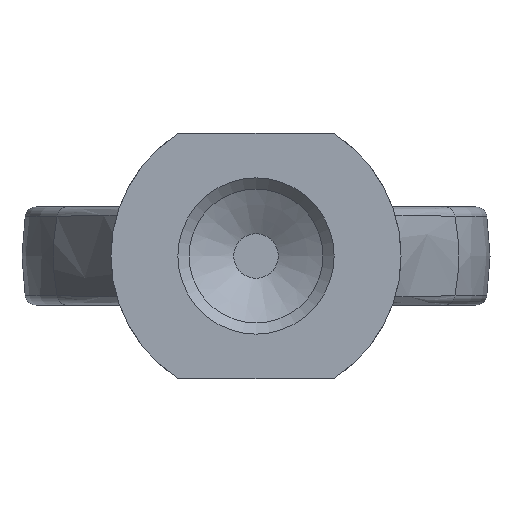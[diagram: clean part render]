
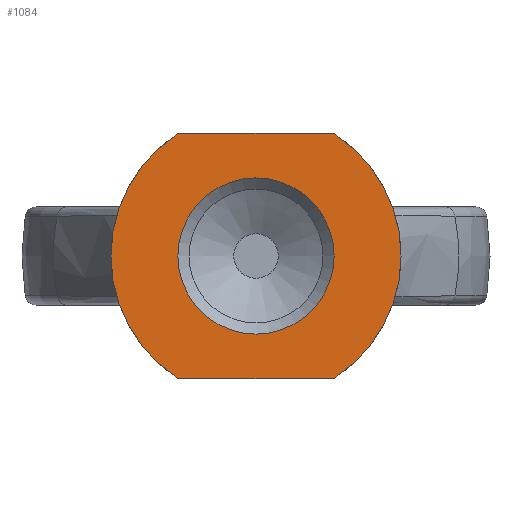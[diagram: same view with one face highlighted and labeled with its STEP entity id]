
A CAD part, front view. The second image highlights one B-rep face of the part: STEP entity #1084.
In plain terms, the highlighted planar face has unit normal (0, -1, 0).
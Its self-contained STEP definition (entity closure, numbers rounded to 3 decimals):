
#44 = CARTESIAN_POINT ( 'NONE',  ( 0., -30., -3.5 ) ) ;
#70 = DIRECTION ( 'NONE',  ( 0., 0., -1. ) ) ;
#108 = CARTESIAN_POINT ( 'NONE',  ( -10.5, -30., 5.5 ) ) ;
#147 = DIRECTION ( 'NONE',  ( 0., -1., 0. ) ) ;
#161 = CARTESIAN_POINT ( 'NONE',  ( 3.406, -30., -5.5 ) ) ;
#243 = CARTESIAN_POINT ( 'NONE',  ( -3.406, -30., 5.3 ) ) ;
#266 = DIRECTION ( 'NONE',  ( 0., 0., -1. ) ) ;
#318 = CARTESIAN_POINT ( 'NONE',  ( 3.406, -30., 5.5 ) ) ;
#328 = AXIS2_PLACEMENT_3D ( 'NONE', #2258, #2431, #1590 ) ;
#377 = CARTESIAN_POINT ( 'NONE',  ( 3.406, -30., 5.3 ) ) ;
#442 = ORIENTED_EDGE ( 'NONE', *, *, #1952, .T. ) ;
#469 = CIRCLE ( 'NONE', #1599, 0.2 ) ;
#492 = EDGE_LOOP ( 'NONE', ( #442, #2308, #790, #2820, #2214, #2738, #1252, #874 ) ) ;
#570 = CARTESIAN_POINT ( 'NONE',  ( -3.406, -30., 5.5 ) ) ;
#579 = VERTEX_POINT ( 'NONE', #318 ) ;
#603 = DIRECTION ( 'NONE',  ( 0., -1., 0. ) ) ;
#733 = DIRECTION ( 'NONE',  ( 0., -1., 0. ) ) ;
#764 = ORIENTED_EDGE ( 'NONE', *, *, #2874, .T. ) ;
#766 = CARTESIAN_POINT ( 'NONE',  ( 3.406, -30., -5.3 ) ) ;
#785 = CARTESIAN_POINT ( 'NONE',  ( -3.514, -30., -5.468 ) ) ;
#790 = ORIENTED_EDGE ( 'NONE', *, *, #2534, .F. ) ;
#837 = LINE ( 'NONE', #2621, #2907 ) ;
#848 = EDGE_CURVE ( 'NONE', #2380, #1169, #2381, .T. ) ;
#874 = ORIENTED_EDGE ( 'NONE', *, *, #2613, .T. ) ;
#919 = VERTEX_POINT ( 'NONE', #931 ) ;
#929 = CARTESIAN_POINT ( 'NONE',  ( 0., -30., 0. ) ) ;
#931 = CARTESIAN_POINT ( 'NONE',  ( -3.514, -30., 5.468 ) ) ;
#987 = AXIS2_PLACEMENT_3D ( 'NONE', #1109, #1572, #266 ) ;
#992 = VERTEX_POINT ( 'NONE', #785 ) ;
#1041 = PLANE ( 'NONE',  #1308 ) ;
#1053 = DIRECTION ( 'NONE',  ( 0., 0., -1. ) ) ;
#1078 = AXIS2_PLACEMENT_3D ( 'NONE', #766, #733, #70 ) ;
#1084 = ADVANCED_FACE ( 'NONE', ( #2402, #1278 ), #1041, .T. ) ;
#1109 = CARTESIAN_POINT ( 'NONE',  ( 0., -30., 0. ) ) ;
#1115 = VERTEX_POINT ( 'NONE', #570 ) ;
#1169 = VERTEX_POINT ( 'NONE', #1231 ) ;
#1231 = CARTESIAN_POINT ( 'NONE',  ( 3.514, -30., 5.468 ) ) ;
#1242 = VERTEX_POINT ( 'NONE', #44 ) ;
#1252 = ORIENTED_EDGE ( 'NONE', *, *, #2388, .F. ) ;
#1278 = FACE_OUTER_BOUND ( 'NONE', #492, .T. ) ;
#1308 = AXIS2_PLACEMENT_3D ( 'NONE', #2200, #603, #2393 ) ;
#1363 = AXIS2_PLACEMENT_3D ( 'NONE', #243, #2713, #1817 ) ;
#1390 = EDGE_CURVE ( 'NONE', #1500, #2380, #2856, .T. ) ;
#1500 = VERTEX_POINT ( 'NONE', #161 ) ;
#1572 = DIRECTION ( 'NONE',  ( 0., 1., 0. ) ) ;
#1590 = DIRECTION ( 'NONE',  ( 0., 0., -1. ) ) ;
#1599 = AXIS2_PLACEMENT_3D ( 'NONE', #377, #147, #1053 ) ;
#1689 = VECTOR ( 'NONE', #2798, 1000. ) ;
#1725 = CARTESIAN_POINT ( 'NONE',  ( 0., -30., 0. ) ) ;
#1796 = CIRCLE ( 'NONE', #328, 0.2 ) ;
#1817 = DIRECTION ( 'NONE',  ( 0., 0., -1. ) ) ;
#1833 = DIRECTION ( 'NONE',  ( 0., 0., -1. ) ) ;
#1839 = CIRCLE ( 'NONE', #2293, 6.5 ) ;
#1909 = VERTEX_POINT ( 'NONE', #2494 ) ;
#1952 = EDGE_CURVE ( 'NONE', #919, #992, #1839, .T. ) ;
#1965 = DIRECTION ( 'NONE',  ( 0., 0., -1. ) ) ;
#2033 = DIRECTION ( 'NONE',  ( 0., -1., 0. ) ) ;
#2064 = AXIS2_PLACEMENT_3D ( 'NONE', #1725, #2604, #1965 ) ;
#2159 = CIRCLE ( 'NONE', #987, 3.5 ) ;
#2200 = CARTESIAN_POINT ( 'NONE',  ( 0., -30., 0. ) ) ;
#2214 = ORIENTED_EDGE ( 'NONE', *, *, #848, .T. ) ;
#2258 = CARTESIAN_POINT ( 'NONE',  ( -3.406, -30., -5.3 ) ) ;
#2264 = EDGE_CURVE ( 'NONE', #1169, #579, #469, .T. ) ;
#2293 = AXIS2_PLACEMENT_3D ( 'NONE', #929, #2033, #1833 ) ;
#2308 = ORIENTED_EDGE ( 'NONE', *, *, #2631, .T. ) ;
#2347 = LINE ( 'NONE', #108, #1689 ) ;
#2380 = VERTEX_POINT ( 'NONE', #2747 ) ;
#2381 = CIRCLE ( 'NONE', #2064, 6.5 ) ;
#2388 = EDGE_CURVE ( 'NONE', #1115, #579, #2347, .T. ) ;
#2393 = DIRECTION ( 'NONE',  ( 0., 0., -1. ) ) ;
#2402 = FACE_BOUND ( 'NONE', #2540, .T. ) ;
#2403 = DIRECTION ( 'NONE',  ( -1., 0., 0. ) ) ;
#2431 = DIRECTION ( 'NONE',  ( 0., -1., 0. ) ) ;
#2494 = CARTESIAN_POINT ( 'NONE',  ( -3.406, -30., -5.5 ) ) ;
#2534 = EDGE_CURVE ( 'NONE', #1500, #1909, #837, .T. ) ;
#2540 = EDGE_LOOP ( 'NONE', ( #764 ) ) ;
#2604 = DIRECTION ( 'NONE',  ( 0., -1., 0. ) ) ;
#2613 = EDGE_CURVE ( 'NONE', #1115, #919, #2861, .T. ) ;
#2621 = CARTESIAN_POINT ( 'NONE',  ( -10.5, -30., -5.5 ) ) ;
#2631 = EDGE_CURVE ( 'NONE', #992, #1909, #1796, .T. ) ;
#2713 = DIRECTION ( 'NONE',  ( 0., -1., 0. ) ) ;
#2738 = ORIENTED_EDGE ( 'NONE', *, *, #2264, .T. ) ;
#2747 = CARTESIAN_POINT ( 'NONE',  ( 3.514, -30., -5.468 ) ) ;
#2798 = DIRECTION ( 'NONE',  ( 1., 0., 0. ) ) ;
#2820 = ORIENTED_EDGE ( 'NONE', *, *, #1390, .T. ) ;
#2856 = CIRCLE ( 'NONE', #1078, 0.2 ) ;
#2861 = CIRCLE ( 'NONE', #1363, 0.2 ) ;
#2874 = EDGE_CURVE ( 'NONE', #1242, #1242, #2159, .T. ) ;
#2907 = VECTOR ( 'NONE', #2403, 1000. ) ;
